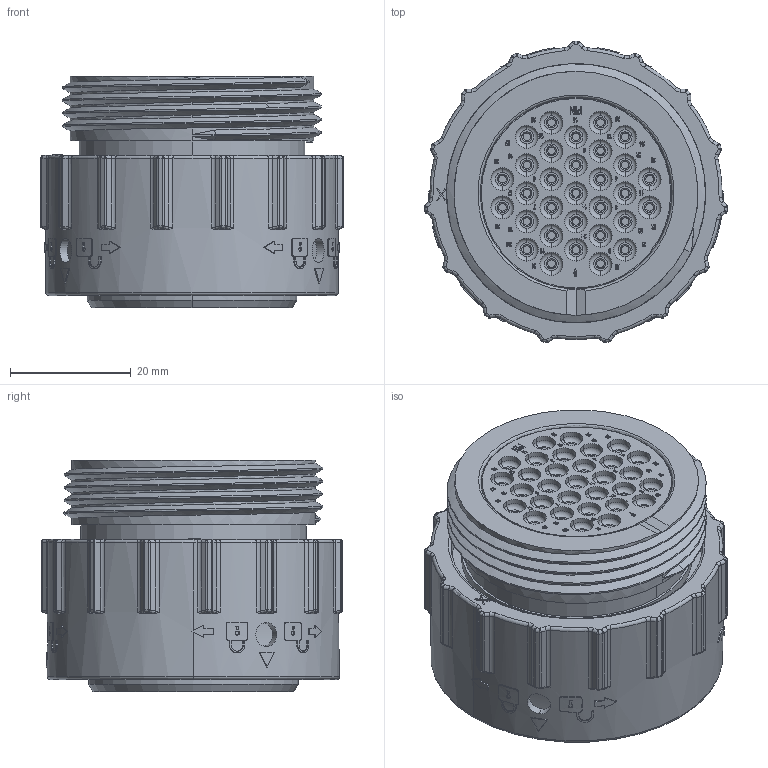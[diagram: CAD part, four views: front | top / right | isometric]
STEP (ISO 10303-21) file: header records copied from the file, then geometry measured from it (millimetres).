
FILE_DESCRIPTION((''),'2;1');
FILE_NAME('PL000402','2016-01-27T',('sullen.zhang'),(''),'PRO/ENGINEER BY PARAMETRIC TECHNOLOGY CORPORATION, 2013230','PRO/ENGINEER BY PARAMETRIC TECHNOLOGY CORPORATION, 2013230','');
FILE_SCHEMA(('CONFIG_CONTROL_DESIGN'));
Products named in the file (1): PL000402
Bounding box: 50.19 x 49.92 x 38.3 mm (x, y, z)
Volume: 49490.3 mm3; surface area: 15854.2 mm2
Topology: 1 solids, 1 shells, 2685 faces, 6779 edges, 4405 vertices
Faces by surface type: extrusion 1209, plane 688, cylinder 315, torus 204, bspline 154, cone 85, sphere 30
Entity records: 96534 total; most frequent: CARTESIAN_POINT 36994, ORIENTED_EDGE 13558, DIRECTION 9017, EDGE_CURVE 6779, VERTEX_POINT 4405, B_SPLINE_CURVE_WITH_KNOTS 4040, VECTOR 3941, EDGE_LOOP 2994
